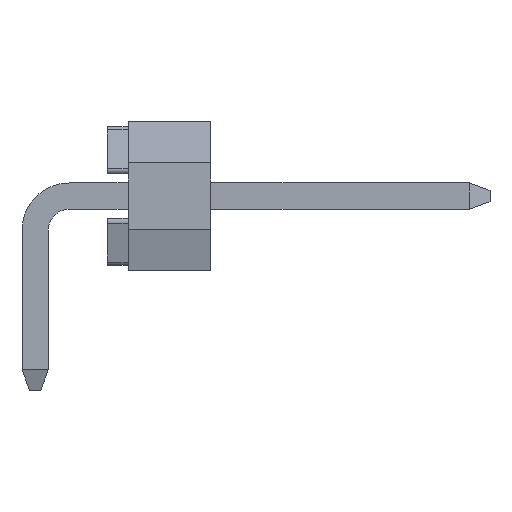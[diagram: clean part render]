
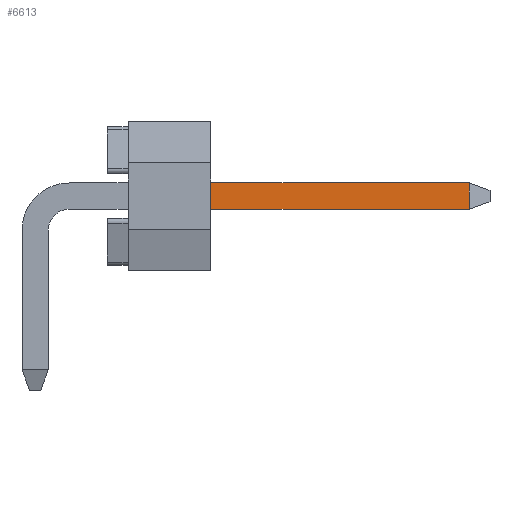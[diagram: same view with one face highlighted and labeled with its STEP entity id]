
A CAD part, left-side view. The second image highlights one B-rep face of the part: STEP entity #6613.
In plain terms, the highlighted planar face has unit normal (-1, 0, 0).
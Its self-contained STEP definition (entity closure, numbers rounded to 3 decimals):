
#2107 = LINE ( 'NONE', #10160, #14710 ) ;
#2360 = CARTESIAN_POINT ( 'NONE',  ( -5.397, -1., -0.318 ) ) ;
#3016 = CARTESIAN_POINT ( 'NONE',  ( -5.397, 0., 0. ) ) ;
#3735 = VECTOR ( 'NONE', #4682, 1000. ) ;
#4542 = ORIENTED_EDGE ( 'NONE', *, *, #5343, .F. ) ;
#4682 = DIRECTION ( 'NONE',  ( 0., -1., 0. ) ) ;
#5343 = EDGE_CURVE ( 'NONE', #10443, #13626, #9950, .T. ) ;
#5379 = PLANE ( 'NONE',  #11380 ) ;
#5557 = FACE_OUTER_BOUND ( 'NONE', #9386, .T. ) ;
#5607 = EDGE_CURVE ( 'NONE', #15926, #15515, #9549, .T. ) ;
#6109 = CARTESIAN_POINT ( 'NONE',  ( -5.397, -7.25, 0.318 ) ) ;
#6613 = ADVANCED_FACE ( 'NONE', ( #5557 ), #5379, .F. ) ;
#6996 = LINE ( 'NONE', #14388, #3735 ) ;
#7013 = VECTOR ( 'NONE', #12310, 1000. ) ;
#7396 = CARTESIAN_POINT ( 'NONE',  ( -5.397, -1., 0.318 ) ) ;
#7815 = VECTOR ( 'NONE', #10795, 1000. ) ;
#8053 = CARTESIAN_POINT ( 'NONE',  ( -5.397, -7.25, -0.318 ) ) ;
#9078 = DIRECTION ( 'NONE',  ( 0., 1., 0. ) ) ;
#9386 = EDGE_LOOP ( 'NONE', ( #12600, #4542, #12590, #10092 ) ) ;
#9549 = LINE ( 'NONE', #13632, #7013 ) ;
#9950 = LINE ( 'NONE', #2360, #7815 ) ;
#10092 = ORIENTED_EDGE ( 'NONE', *, *, #5607, .T. ) ;
#10160 = CARTESIAN_POINT ( 'NONE',  ( -5.397, -7.25, -0.318 ) ) ;
#10443 = VERTEX_POINT ( 'NONE', #11353 ) ;
#10795 = DIRECTION ( 'NONE',  ( 0., 0., 1. ) ) ;
#11353 = CARTESIAN_POINT ( 'NONE',  ( -5.397, -1., -0.318 ) ) ;
#11380 = AXIS2_PLACEMENT_3D ( 'NONE', #3016, #11511, #9078 ) ;
#11511 = DIRECTION ( 'NONE',  ( 1., 0., 0. ) ) ;
#12310 = DIRECTION ( 'NONE',  ( 0., 0., 1. ) ) ;
#12590 = ORIENTED_EDGE ( 'NONE', *, *, #14610, .F. ) ;
#12600 = ORIENTED_EDGE ( 'NONE', *, *, #14253, .F. ) ;
#13626 = VERTEX_POINT ( 'NONE', #7396 ) ;
#13632 = CARTESIAN_POINT ( 'NONE',  ( -5.397, -7.25, -0.318 ) ) ;
#14253 = EDGE_CURVE ( 'NONE', #13626, #15515, #6996, .T. ) ;
#14388 = CARTESIAN_POINT ( 'NONE',  ( -5.397, -1., 0.318 ) ) ;
#14610 = EDGE_CURVE ( 'NONE', #15926, #10443, #2107, .T. ) ;
#14710 = VECTOR ( 'NONE', #15177, 1000. ) ;
#15177 = DIRECTION ( 'NONE',  ( 0., 1., 0. ) ) ;
#15515 = VERTEX_POINT ( 'NONE', #6109 ) ;
#15926 = VERTEX_POINT ( 'NONE', #8053 ) ;
